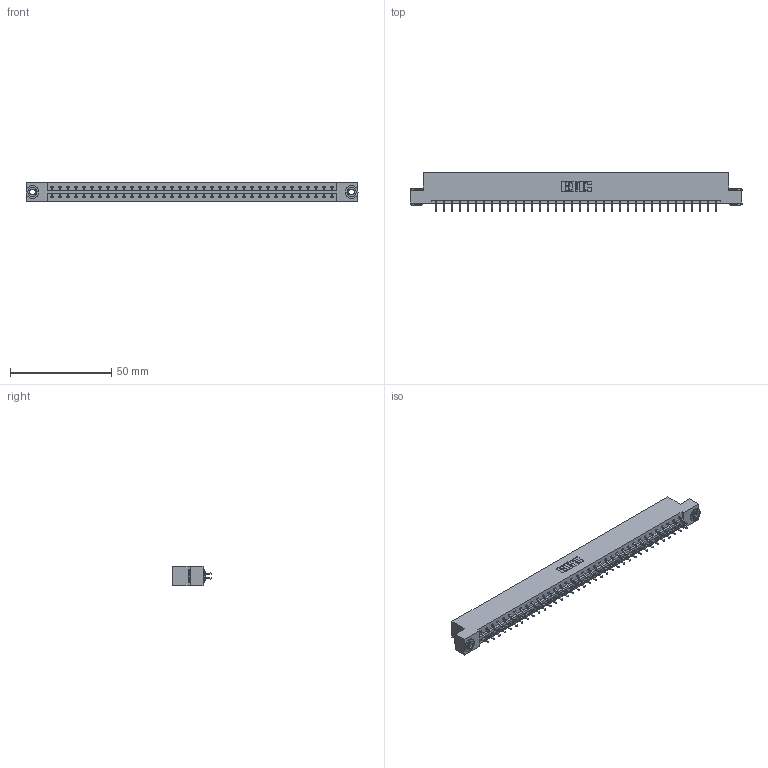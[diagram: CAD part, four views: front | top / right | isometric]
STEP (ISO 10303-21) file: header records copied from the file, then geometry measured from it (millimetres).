
FILE_DESCRIPTION (( 'STEP AP203' ), '1' );
FILE_NAME ('333-072-556-203.STEP', '2018-08-04T21:07:21', ( '' ), ( '' ), 'SwSTEP 2.0', 'SolidWorks 2016', '' );
FILE_SCHEMA (( 'CONFIG_CONTROL_DESIGN' ));
Length unit declared in the file: inch
Products named in the file (4): 333 Part_Flush - .156 Dia - TH; 345-292-001_556 Tail; 345-250-002_345-250-002-102; 333-072-556-203
Assembly tree (75 placements, depth 2):
  333-072-556-203
    333 Part_Flush - .156 Dia - TH
    345-292-001_556 Tail  x72
    345-250-002_345-250-002-102  x2
Bounding box: 164.19 x 19.57 x 9.4 mm (x, y, z)
Volume: 16722.8 mm3; surface area: 19856 mm2
Topology: 75 solids, 75 shells, 4328 faces, 12843 edges, 8462 vertices
Faces by surface type: plane 2960, cylinder 1360, cone 8
Entity records: 24806 total; most frequent: CARTESIAN_POINT 4109, ORIENTED_EDGE 4026, DIRECTION 3543, EDGE_CURVE 2013, VECTOR 1853, LINE 1853, VERTEX_POINT 1338, AXIS2_PLACEMENT_3D 845
